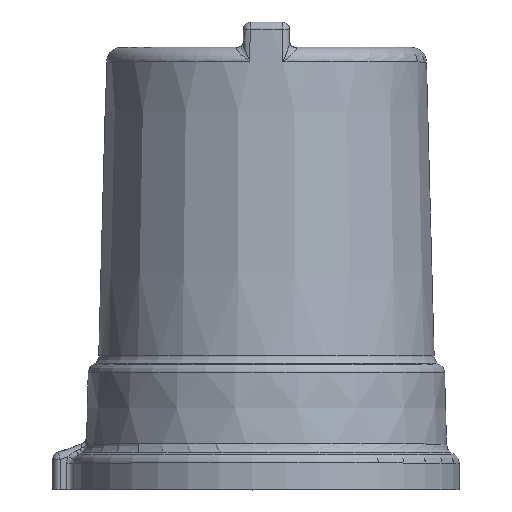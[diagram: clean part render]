
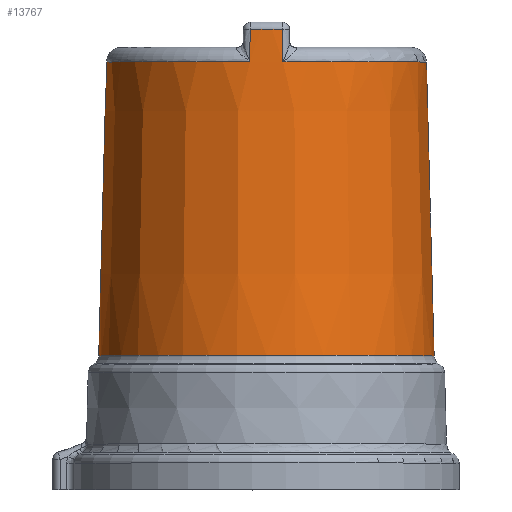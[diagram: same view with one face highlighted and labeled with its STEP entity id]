
A CAD part, top view. The second image highlights one B-rep face of the part: STEP entity #13767.
In plain terms, the highlighted conical face has half-angle 1.5 degrees and reference radius 51.758 mm.
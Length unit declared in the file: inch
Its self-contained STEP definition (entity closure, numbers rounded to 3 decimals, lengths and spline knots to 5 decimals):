
#46=CONICAL_SURFACE('',#14354,2.03771,0.026);
#1565=LINE('',#25548,#2809);
#2809=VECTOR('',#16659,2.03771);
#3382=B_SPLINE_CURVE_WITH_KNOTS('',3,(#25429,#25430,#25431,#25432),
 .UNSPECIFIED.,.F.,.F.,(4,4),(-1.02599,0.),.UNSPECIFIED.);
#3388=B_SPLINE_CURVE_WITH_KNOTS('',3,(#25523,#25524,#25525,#25526),
 .UNSPECIFIED.,.F.,.F.,(4,4),(0.,1.02599),.UNSPECIFIED.);
#3389=B_SPLINE_CURVE_WITH_KNOTS('',3,(#25555,#25556,#25557,#25558),
 .UNSPECIFIED.,.F.,.F.,(4,4),(0.,1.02599),.UNSPECIFIED.);
#3390=B_SPLINE_CURVE_WITH_KNOTS('',3,(#25562,#25563,#25564,#25565),
 .UNSPECIFIED.,.F.,.F.,(4,4),(-1.02599,0.),.UNSPECIFIED.);
#4270=FACE_OUTER_BOUND('',#5094,.T.);
#5094=EDGE_LOOP('',(#12304,#12305,#12306,#12307,#12308,#12309,#12310,#12311,
#12312,#12313,#12314,#12315,#12316,#12317));
#5234=CIRCLE('',#14329,1.98991);
#5235=CIRCLE('',#14330,1.98991);
#5248=CIRCLE('',#14353,1.97934);
#5249=CIRCLE('',#14355,2.0855);
#5250=CIRCLE('',#14356,2.0855);
#5251=CIRCLE('',#14357,2.0855);
#5252=CIRCLE('',#14358,1.97934);
#5253=CIRCLE('',#14359,1.98991);
#6496=VERTEX_POINT('',#25147);
#6505=VERTEX_POINT('',#25338);
#6510=VERTEX_POINT('',#25428);
#6514=VERTEX_POINT('',#25447);
#6515=VERTEX_POINT('',#25458);
#6520=VERTEX_POINT('',#25521);
#6523=VERTEX_POINT('',#25547);
#6524=VERTEX_POINT('',#25549);
#6525=VERTEX_POINT('',#25551);
#6526=VERTEX_POINT('',#25554);
#6527=VERTEX_POINT('',#25559);
#6528=VERTEX_POINT('',#25561);
#8446=EDGE_CURVE('',#6496,#6510,#3382,.T.);
#8452=EDGE_CURVE('',#6514,#6515,#5234,.T.);
#8453=EDGE_CURVE('',#6515,#6496,#5235,.T.);
#8463=EDGE_CURVE('',#6520,#6505,#3388,.T.);
#8472=EDGE_CURVE('',#6520,#6510,#5248,.T.);
#8473=EDGE_CURVE('',#6515,#6523,#1565,.T.);
#8474=EDGE_CURVE('',#6523,#6524,#5249,.T.);
#8475=EDGE_CURVE('',#6524,#6525,#5250,.T.);
#8476=EDGE_CURVE('',#6525,#6523,#5251,.T.);
#8477=EDGE_CURVE('',#6526,#6514,#3389,.T.);
#8478=EDGE_CURVE('',#6527,#6526,#5252,.T.);
#8479=EDGE_CURVE('',#6528,#6527,#3390,.T.);
#8480=EDGE_CURVE('',#6505,#6528,#5253,.T.);
#12304=ORIENTED_EDGE('',*,*,#8463,.F.);
#12305=ORIENTED_EDGE('',*,*,#8472,.T.);
#12306=ORIENTED_EDGE('',*,*,#8446,.F.);
#12307=ORIENTED_EDGE('',*,*,#8453,.F.);
#12308=ORIENTED_EDGE('',*,*,#8473,.T.);
#12309=ORIENTED_EDGE('',*,*,#8474,.T.);
#12310=ORIENTED_EDGE('',*,*,#8475,.T.);
#12311=ORIENTED_EDGE('',*,*,#8476,.T.);
#12312=ORIENTED_EDGE('',*,*,#8473,.F.);
#12313=ORIENTED_EDGE('',*,*,#8452,.F.);
#12314=ORIENTED_EDGE('',*,*,#8477,.F.);
#12315=ORIENTED_EDGE('',*,*,#8478,.F.);
#12316=ORIENTED_EDGE('',*,*,#8479,.F.);
#12317=ORIENTED_EDGE('',*,*,#8480,.F.);
#13767=ADVANCED_FACE('',(#4270),#46,.T.);
#14329=AXIS2_PLACEMENT_3D('',#25459,#16604,#16605);
#14330=AXIS2_PLACEMENT_3D('',#25460,#16606,#16607);
#14353=AXIS2_PLACEMENT_3D('',#25545,#16655,#16656);
#14354=AXIS2_PLACEMENT_3D('',#25546,#16657,#16658);
#14355=AXIS2_PLACEMENT_3D('',#25550,#16660,#16661);
#14356=AXIS2_PLACEMENT_3D('',#25552,#16662,#16663);
#14357=AXIS2_PLACEMENT_3D('',#25553,#16664,#16665);
#14358=AXIS2_PLACEMENT_3D('',#25560,#16666,#16667);
#14359=AXIS2_PLACEMENT_3D('',#25566,#16668,#16669);
#16604=DIRECTION('center_axis',(0.,1.,0.));
#16605=DIRECTION('ref_axis',(1.,0.,0.));
#16606=DIRECTION('center_axis',(0.,1.,0.));
#16607=DIRECTION('ref_axis',(1.,0.,0.));
#16655=DIRECTION('center_axis',(0.,-1.,0.));
#16656=DIRECTION('ref_axis',(-0.152,0.,-0.988));
#16657=DIRECTION('center_axis',(0.,-1.,0.));
#16658=DIRECTION('ref_axis',(-1.,0.,0.));
#16659=DIRECTION('',(0.026,-1.,0.));
#16660=DIRECTION('center_axis',(0.,1.,0.));
#16661=DIRECTION('ref_axis',(1.,0.,0.));
#16662=DIRECTION('center_axis',(0.,1.,0.));
#16663=DIRECTION('ref_axis',(1.,0.,0.));
#16664=DIRECTION('center_axis',(0.,1.,0.));
#16665=DIRECTION('ref_axis',(1.,0.,0.));
#16666=DIRECTION('center_axis',(0.,1.,0.));
#16667=DIRECTION('ref_axis',(-0.152,0.,0.988));
#16668=DIRECTION('center_axis',(0.,1.,0.));
#16669=DIRECTION('ref_axis',(1.,0.,0.));
#25147=CARTESIAN_POINT('',(0.2051,5.37991,-1.97932));
#25338=CARTESIAN_POINT('',(-0.2051,5.37991,-1.97932));
#25428=CARTESIAN_POINT('',(0.20347,5.7837,-1.96886));
#25429=CARTESIAN_POINT('Ctrl Pts',(0.2051,5.37991,-1.97932));
#25430=CARTESIAN_POINT('Ctrl Pts',(0.20456,5.51451,-1.97583));
#25431=CARTESIAN_POINT('Ctrl Pts',(0.20401,5.64911,-1.97234));
#25432=CARTESIAN_POINT('Ctrl Pts',(0.20347,5.7837,-1.96886));
#25447=CARTESIAN_POINT('',(0.2051,5.37991,1.97932));
#25458=CARTESIAN_POINT('',(1.98991,5.37991,0.));
#25459=CARTESIAN_POINT('Origin',(0.,5.37991,0.));
#25460=CARTESIAN_POINT('Origin',(0.,5.37991,0.));
#25521=CARTESIAN_POINT('',(-0.20347,5.7837,-1.96886));
#25523=CARTESIAN_POINT('Ctrl Pts',(-0.20347,5.7837,
-1.96886));
#25524=CARTESIAN_POINT('Ctrl Pts',(-0.20401,5.64911,
-1.97234));
#25525=CARTESIAN_POINT('Ctrl Pts',(-0.20456,5.51451,
-1.97583));
#25526=CARTESIAN_POINT('Ctrl Pts',(-0.2051,5.37991,
-1.97932));
#25545=CARTESIAN_POINT('Origin',(0.,5.7837,
0.));
#25546=CARTESIAN_POINT('Origin',(0.,3.55472,0.));
#25547=CARTESIAN_POINT('',(2.0855,1.72953,0.));
#25548=CARTESIAN_POINT('',(2.03771,3.55472,0.));
#25549=CARTESIAN_POINT('',(0.,1.72953,-2.0855));
#25550=CARTESIAN_POINT('Origin',(0.,1.72953,0.));
#25551=CARTESIAN_POINT('',(-2.0855,1.72953,0.));
#25552=CARTESIAN_POINT('Origin',(0.,1.72953,0.));
#25553=CARTESIAN_POINT('Origin',(0.,1.72953,0.));
#25554=CARTESIAN_POINT('',(0.20347,5.7837,1.96886));
#25555=CARTESIAN_POINT('Ctrl Pts',(0.20347,5.7837,1.96886));
#25556=CARTESIAN_POINT('Ctrl Pts',(0.20401,5.64911,1.97234));
#25557=CARTESIAN_POINT('Ctrl Pts',(0.20456,5.51451,1.97583));
#25558=CARTESIAN_POINT('Ctrl Pts',(0.2051,5.37991,1.97932));
#25559=CARTESIAN_POINT('',(-0.20347,5.7837,1.96886));
#25560=CARTESIAN_POINT('Origin',(0.,5.7837,
0.));
#25561=CARTESIAN_POINT('',(-0.2051,5.37991,1.97932));
#25562=CARTESIAN_POINT('Ctrl Pts',(-0.2051,5.37991,
1.97932));
#25563=CARTESIAN_POINT('Ctrl Pts',(-0.20456,5.51451,
1.97583));
#25564=CARTESIAN_POINT('Ctrl Pts',(-0.20401,5.64911,
1.97234));
#25565=CARTESIAN_POINT('Ctrl Pts',(-0.20347,5.7837,
1.96886));
#25566=CARTESIAN_POINT('Origin',(0.,5.37991,0.));
